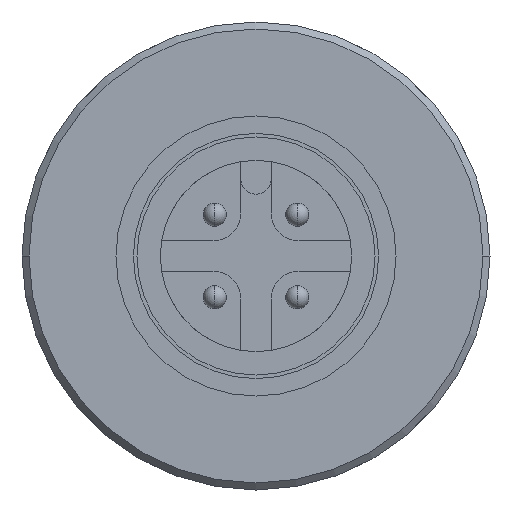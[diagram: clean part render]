
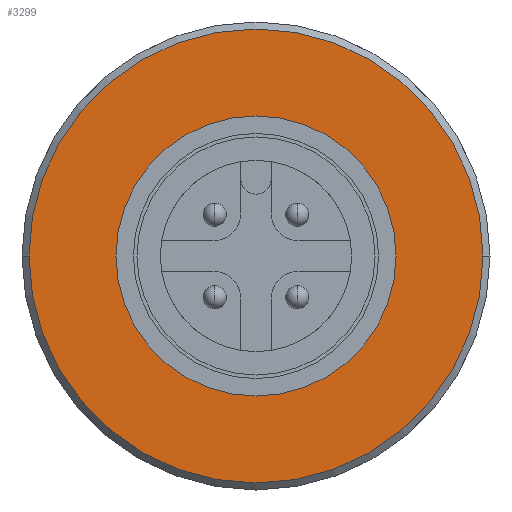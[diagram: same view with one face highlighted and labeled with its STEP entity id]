
A CAD part, front view. The second image highlights one B-rep face of the part: STEP entity #3299.
In plain terms, the highlighted planar face has unit normal (0, -1, 0).
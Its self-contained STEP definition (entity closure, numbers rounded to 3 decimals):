
#2149=CARTESIAN_POINT('',(0.,-28.05,0.));
#2150=DIRECTION('',(0.,-1.,0.));
#2151=DIRECTION('',(-1.,0.,0.));
#2152=AXIS2_PLACEMENT_3D('',#2149,#2150,#2151);
#2157=CARTESIAN_POINT('',(0.,-28.05,0.));
#2158=DIRECTION('',(0.,-1.,0.));
#2159=DIRECTION('',(1.,0.,0.));
#2160=AXIS2_PLACEMENT_3D('',#2157,#2158,#2159);
#2165=CARTESIAN_POINT('',(0.,-28.05,0.));
#2166=DIRECTION('',(0.,1.,0.));
#2167=DIRECTION('',(0.,0.,1.));
#2168=AXIS2_PLACEMENT_3D('',#2165,#2166,#2167);
#2173=CARTESIAN_POINT('',(0.,-28.05,0.));
#2174=DIRECTION('',(0.,1.,0.));
#2175=DIRECTION('',(0.,0.,-1.));
#2176=AXIS2_PLACEMENT_3D('',#2173,#2174,#2175);
#2795=CARTESIAN_POINT('',(0.,-28.05,5.5));
#2797=VERTEX_POINT('',#2795);
#2801=CARTESIAN_POINT('',(0.,-28.05,-5.5));
#2802=VERTEX_POINT('',#2801);
#2867=CARTESIAN_POINT('',(-9.725,-28.05,0.));
#2868=VERTEX_POINT('',#2867);
#2869=CARTESIAN_POINT('',(9.725,-28.05,0.));
#2870=VERTEX_POINT('',#2869);
#3284=CARTESIAN_POINT('',(0.,-28.05,7.75));
#3285=DIRECTION('',(0.,-1.,0.));
#3286=DIRECTION('',(0.,0.,-1.));
#3287=AXIS2_PLACEMENT_3D('',#3284,#3285,#3286);
#3288=PLANE('',#3287);
#3290=ORIENTED_EDGE('',*,*,#3289,.F.);
#3292=ORIENTED_EDGE('',*,*,#3291,.F.);
#3293=EDGE_LOOP('',(#3290,#3292));
#3294=FACE_OUTER_BOUND('',#3293,.F.);
#3295=ORIENTED_EDGE('',*,*,#3263,.F.);
#3296=ORIENTED_EDGE('',*,*,#3279,.F.);
#3297=EDGE_LOOP('',(#3295,#3296));
#3298=FACE_BOUND('',#3297,.F.);
#3299=ADVANCED_FACE('',(#3294,#3298),#3288,.T.);
#2153=CIRCLE('',#2152,9.725);
#2161=CIRCLE('',#2160,9.725);
#2169=CIRCLE('',#2168,5.5);
#2177=CIRCLE('',#2176,5.5);
#3263=EDGE_CURVE('',#2797,#2802,#2169,.T.);
#3279=EDGE_CURVE('',#2802,#2797,#2177,.T.);
#3289=EDGE_CURVE('',#2868,#2870,#2153,.T.);
#3291=EDGE_CURVE('',#2870,#2868,#2161,.T.);
